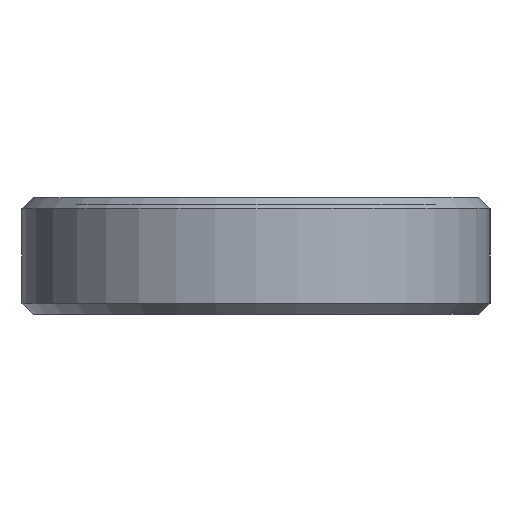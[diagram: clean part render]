
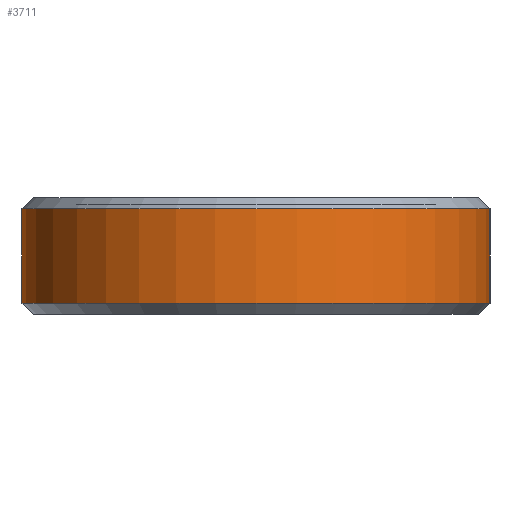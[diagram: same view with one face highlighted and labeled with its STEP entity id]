
A CAD part, left-side view. The second image highlights one B-rep face of the part: STEP entity #3711.
In plain terms, the highlighted cylindrical face has radius 6.25 mm (diameter 12.5 mm), a partial arc.
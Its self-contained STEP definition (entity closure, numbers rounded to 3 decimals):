
#45 = CONICAL_SURFACE('',#46,6.25,0.785);
#46 = AXIS2_PLACEMENT_3D('',#47,#48,#49);
#47 = CARTESIAN_POINT('',(0.,0.,0.3));
#48 = DIRECTION('',(0.,0.,1.));
#49 = DIRECTION('',(0.,1.,0.));
#1353 = VERTEX_POINT('',#1354);
#1354 = CARTESIAN_POINT('',(0.,6.25,0.3));
#1377 = VERTEX_POINT('',#1378);
#1378 = CARTESIAN_POINT('',(0.,-6.25,0.3));
#1399 = EDGE_CURVE('',#1353,#1377,#1400,.T.);
#1400 = SURFACE_CURVE('',#1401,(#1406,#1413),.PCURVE_S1.);
#1401 = CIRCLE('',#1402,6.25);
#1402 = AXIS2_PLACEMENT_3D('',#1403,#1404,#1405);
#1403 = CARTESIAN_POINT('',(0.,0.,0.3));
#1404 = DIRECTION('',(0.,0.,1.));
#1405 = DIRECTION('',(0.,1.,0.));
#1406 = PCURVE('',#45,#1407);
#1407 = DEFINITIONAL_REPRESENTATION('',(#1408),#1412);
#1408 = LINE('',#1409,#1410);
#1409 = CARTESIAN_POINT('',(0.,0.));
#1410 = VECTOR('',#1411,1.);
#1411 = DIRECTION('',(1.,0.));
#1412 = ( GEOMETRIC_REPRESENTATION_CONTEXT(2) 
PARAMETRIC_REPRESENTATION_CONTEXT() REPRESENTATION_CONTEXT('2D SPACE',''
  ) );
#1413 = PCURVE('',#1414,#1419);
#1414 = CYLINDRICAL_SURFACE('',#1415,6.25);
#1415 = AXIS2_PLACEMENT_3D('',#1416,#1417,#1418);
#1416 = CARTESIAN_POINT('',(0.,0.,0.));
#1417 = DIRECTION('',(-0.,-0.,-1.));
#1418 = DIRECTION('',(1.,0.,0.));
#1419 = DEFINITIONAL_REPRESENTATION('',(#1420),#1424);
#1420 = LINE('',#1421,#1422);
#1421 = CARTESIAN_POINT('',(-1.571,-0.3));
#1422 = VECTOR('',#1423,1.);
#1423 = DIRECTION('',(-1.,0.));
#1424 = ( GEOMETRIC_REPRESENTATION_CONTEXT(2) 
PARAMETRIC_REPRESENTATION_CONTEXT() REPRESENTATION_CONTEXT('2D SPACE',''
  ) );
#1468 = PLANE('',#1469);
#1469 = AXIS2_PLACEMENT_3D('',#1470,#1471,#1472);
#1470 = CARTESIAN_POINT('',(0.,6.25,0.));
#1471 = DIRECTION('',(0.,1.,0.));
#1472 = DIRECTION('',(1.,0.,0.));
#1522 = PLANE('',#1523);
#1523 = AXIS2_PLACEMENT_3D('',#1524,#1525,#1526);
#1524 = CARTESIAN_POINT('',(0.,-6.25,0.));
#1525 = DIRECTION('',(0.,1.,0.));
#1526 = DIRECTION('',(1.,0.,0.));
#3711 = ADVANCED_FACE('',(#3712),#1414,.T.);
#3712 = FACE_BOUND('',#3713,.F.);
#3713 = EDGE_LOOP('',(#3714,#3737,#3766,#3787));
#3714 = ORIENTED_EDGE('',*,*,#3715,.T.);
#3715 = EDGE_CURVE('',#1353,#3716,#3718,.T.);
#3716 = VERTEX_POINT('',#3717);
#3717 = CARTESIAN_POINT('',(0.,6.25,2.825));
#3718 = SURFACE_CURVE('',#3719,(#3723,#3730),.PCURVE_S1.);
#3719 = LINE('',#3720,#3721);
#3720 = CARTESIAN_POINT('',(0.,6.25,0.));
#3721 = VECTOR('',#3722,1.);
#3722 = DIRECTION('',(0.,0.,1.));
#3723 = PCURVE('',#1414,#3724);
#3724 = DEFINITIONAL_REPRESENTATION('',(#3725),#3729);
#3725 = LINE('',#3726,#3727);
#3726 = CARTESIAN_POINT('',(-1.571,0.));
#3727 = VECTOR('',#3728,1.);
#3728 = DIRECTION('',(-0.,-1.));
#3729 = ( GEOMETRIC_REPRESENTATION_CONTEXT(2) 
PARAMETRIC_REPRESENTATION_CONTEXT() REPRESENTATION_CONTEXT('2D SPACE',''
  ) );
#3730 = PCURVE('',#1468,#3731);
#3731 = DEFINITIONAL_REPRESENTATION('',(#3732),#3736);
#3732 = LINE('',#3733,#3734);
#3733 = CARTESIAN_POINT('',(0.,0.));
#3734 = VECTOR('',#3735,1.);
#3735 = DIRECTION('',(0.,-1.));
#3736 = ( GEOMETRIC_REPRESENTATION_CONTEXT(2) 
PARAMETRIC_REPRESENTATION_CONTEXT() REPRESENTATION_CONTEXT('2D SPACE',''
  ) );
#3737 = ORIENTED_EDGE('',*,*,#3738,.T.);
#3738 = EDGE_CURVE('',#3716,#3739,#3741,.T.);
#3739 = VERTEX_POINT('',#3740);
#3740 = CARTESIAN_POINT('',(0.,-6.25,2.825));
#3741 = SURFACE_CURVE('',#3742,(#3747,#3754),.PCURVE_S1.);
#3742 = CIRCLE('',#3743,6.25);
#3743 = AXIS2_PLACEMENT_3D('',#3744,#3745,#3746);
#3744 = CARTESIAN_POINT('',(0.,0.,2.825));
#3745 = DIRECTION('',(0.,0.,1.));
#3746 = DIRECTION('',(0.,1.,0.));
#3747 = PCURVE('',#1414,#3748);
#3748 = DEFINITIONAL_REPRESENTATION('',(#3749),#3753);
#3749 = LINE('',#3750,#3751);
#3750 = CARTESIAN_POINT('',(-1.571,-2.825));
#3751 = VECTOR('',#3752,1.);
#3752 = DIRECTION('',(-1.,0.));
#3753 = ( GEOMETRIC_REPRESENTATION_CONTEXT(2) 
PARAMETRIC_REPRESENTATION_CONTEXT() REPRESENTATION_CONTEXT('2D SPACE',''
  ) );
#3754 = PCURVE('',#3755,#3760);
#3755 = CONICAL_SURFACE('',#3756,6.25,0.785);
#3756 = AXIS2_PLACEMENT_3D('',#3757,#3758,#3759);
#3757 = CARTESIAN_POINT('',(0.,0.,2.825));
#3758 = DIRECTION('',(-0.,-0.,-1.));
#3759 = DIRECTION('',(0.,1.,0.));
#3760 = DEFINITIONAL_REPRESENTATION('',(#3761),#3765);
#3761 = LINE('',#3762,#3763);
#3762 = CARTESIAN_POINT('',(-0.,-0.));
#3763 = VECTOR('',#3764,1.);
#3764 = DIRECTION('',(-1.,-0.));
#3765 = ( GEOMETRIC_REPRESENTATION_CONTEXT(2) 
PARAMETRIC_REPRESENTATION_CONTEXT() REPRESENTATION_CONTEXT('2D SPACE',''
  ) );
#3766 = ORIENTED_EDGE('',*,*,#3767,.F.);
#3767 = EDGE_CURVE('',#1377,#3739,#3768,.T.);
#3768 = SURFACE_CURVE('',#3769,(#3773,#3780),.PCURVE_S1.);
#3769 = LINE('',#3770,#3771);
#3770 = CARTESIAN_POINT('',(0.,-6.25,0.));
#3771 = VECTOR('',#3772,1.);
#3772 = DIRECTION('',(0.,0.,1.));
#3773 = PCURVE('',#1414,#3774);
#3774 = DEFINITIONAL_REPRESENTATION('',(#3775),#3779);
#3775 = LINE('',#3776,#3777);
#3776 = CARTESIAN_POINT('',(-4.712,0.));
#3777 = VECTOR('',#3778,1.);
#3778 = DIRECTION('',(-0.,-1.));
#3779 = ( GEOMETRIC_REPRESENTATION_CONTEXT(2) 
PARAMETRIC_REPRESENTATION_CONTEXT() REPRESENTATION_CONTEXT('2D SPACE',''
  ) );
#3780 = PCURVE('',#1522,#3781);
#3781 = DEFINITIONAL_REPRESENTATION('',(#3782),#3786);
#3782 = LINE('',#3783,#3784);
#3783 = CARTESIAN_POINT('',(0.,0.));
#3784 = VECTOR('',#3785,1.);
#3785 = DIRECTION('',(0.,-1.));
#3786 = ( GEOMETRIC_REPRESENTATION_CONTEXT(2) 
PARAMETRIC_REPRESENTATION_CONTEXT() REPRESENTATION_CONTEXT('2D SPACE',''
  ) );
#3787 = ORIENTED_EDGE('',*,*,#1399,.F.);
